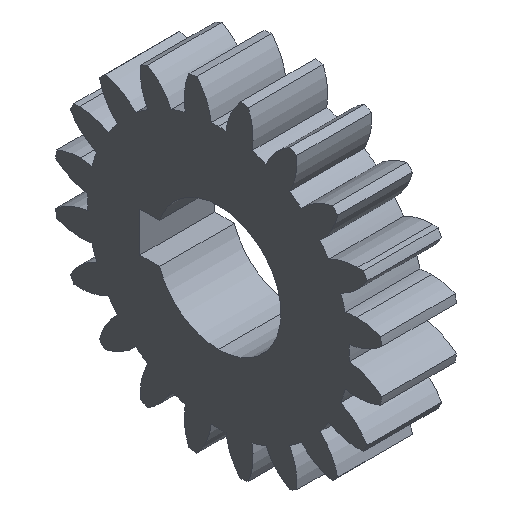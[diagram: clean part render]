
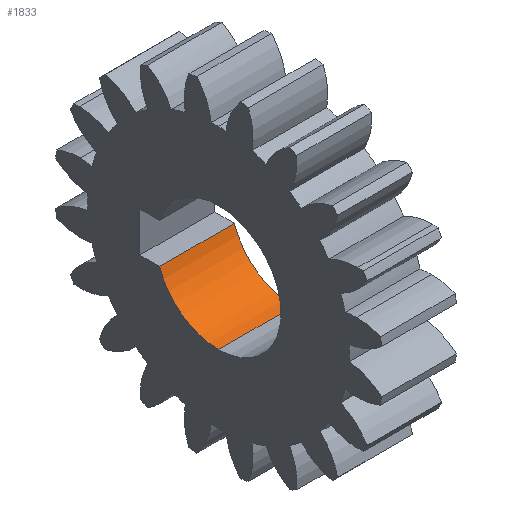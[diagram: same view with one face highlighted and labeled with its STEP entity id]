
A CAD part, isometric view. The second image highlights one B-rep face of the part: STEP entity #1833.
In plain terms, the highlighted cylindrical face has radius 12.5 mm (diameter 25 mm), a partial arc.
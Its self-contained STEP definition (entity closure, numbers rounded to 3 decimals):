
#1 = ORIENTED_EDGE ( 'NONE', *, *, #3001, .T. ) ;
#469 = ORIENTED_EDGE ( 'NONE', *, *, #2639, .T. ) ;
#487 = CARTESIAN_POINT ( 'NONE',  ( 0., 0., -12.5 ) ) ;
#489 = EDGE_CURVE ( 'NONE', #965, #1217, #2913, .T. ) ;
#501 = VECTOR ( 'NONE', #1601, 1000. ) ;
#591 = CARTESIAN_POINT ( 'NONE',  ( 50., 0., -12.5 ) ) ;
#695 = ORIENTED_EDGE ( 'NONE', *, *, #489, .T. ) ;
#736 = DIRECTION ( 'NONE',  ( 0., 0., -1. ) ) ;
#873 = DIRECTION ( 'NONE',  ( -1., 0., 0. ) ) ;
#965 = VERTEX_POINT ( 'NONE', #2942 ) ;
#1029 = VECTOR ( 'NONE', #2689, 1000. ) ;
#1122 = AXIS2_PLACEMENT_3D ( 'NONE', #2769, #1508, #2522 ) ;
#1158 = CARTESIAN_POINT ( 'NONE',  ( 50., 11.843, -4. ) ) ;
#1217 = VERTEX_POINT ( 'NONE', #1556 ) ;
#1435 = EDGE_CURVE ( 'NONE', #3210, #1787, #1584, .T. ) ;
#1503 = DIRECTION ( 'NONE',  ( -1., 0., 0. ) ) ;
#1508 = DIRECTION ( 'NONE',  ( 1., 0., 0. ) ) ;
#1540 = CIRCLE ( 'NONE', #2126, 12.5 ) ;
#1553 = ORIENTED_EDGE ( 'NONE', *, *, #1435, .F. ) ;
#1556 = CARTESIAN_POINT ( 'NONE',  ( 0., 11.843, -4. ) ) ;
#1584 = LINE ( 'NONE', #591, #501 ) ;
#1601 = DIRECTION ( 'NONE',  ( -1., 0., 0. ) ) ;
#1616 = CARTESIAN_POINT ( 'NONE',  ( 50., 0., 0. ) ) ;
#1787 = VERTEX_POINT ( 'NONE', #487 ) ;
#1833 = ADVANCED_FACE ( 'NONE', ( #3127 ), #3099, .F. ) ;
#2080 = CARTESIAN_POINT ( 'NONE',  ( 15., 0., -12.5 ) ) ;
#2126 = AXIS2_PLACEMENT_3D ( 'NONE', #3050, #1503, #736 ) ;
#2151 = EDGE_LOOP ( 'NONE', ( #1553, #469, #695, #1 ) ) ;
#2239 = CIRCLE ( 'NONE', #1122, 12.5 ) ;
#2398 = DIRECTION ( 'NONE',  ( 0., 0., 1. ) ) ;
#2522 = DIRECTION ( 'NONE',  ( 0., 0., 1. ) ) ;
#2639 = EDGE_CURVE ( 'NONE', #3210, #965, #2239, .T. ) ;
#2689 = DIRECTION ( 'NONE',  ( -1., 0., 0. ) ) ;
#2769 = CARTESIAN_POINT ( 'NONE',  ( 15., 0., 0. ) ) ;
#2863 = AXIS2_PLACEMENT_3D ( 'NONE', #1616, #873, #2398 ) ;
#2913 = LINE ( 'NONE', #1158, #1029 ) ;
#2942 = CARTESIAN_POINT ( 'NONE',  ( 15., 11.843, -4. ) ) ;
#3001 = EDGE_CURVE ( 'NONE', #1217, #1787, #1540, .T. ) ;
#3050 = CARTESIAN_POINT ( 'NONE',  ( 0., 0., 0. ) ) ;
#3099 = CYLINDRICAL_SURFACE ( 'NONE', #2863, 12.5 ) ;
#3127 = FACE_OUTER_BOUND ( 'NONE', #2151, .T. ) ;
#3210 = VERTEX_POINT ( 'NONE', #2080 ) ;
